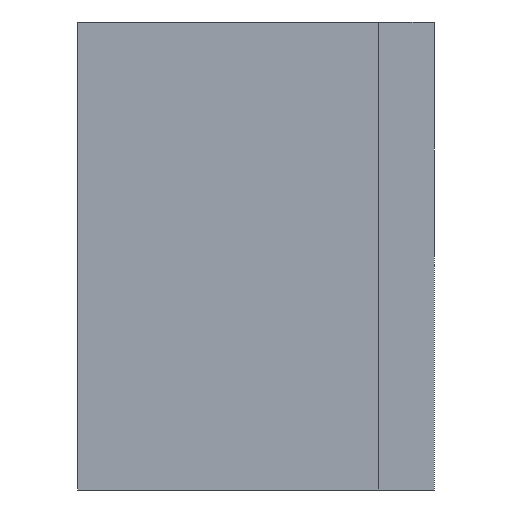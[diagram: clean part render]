
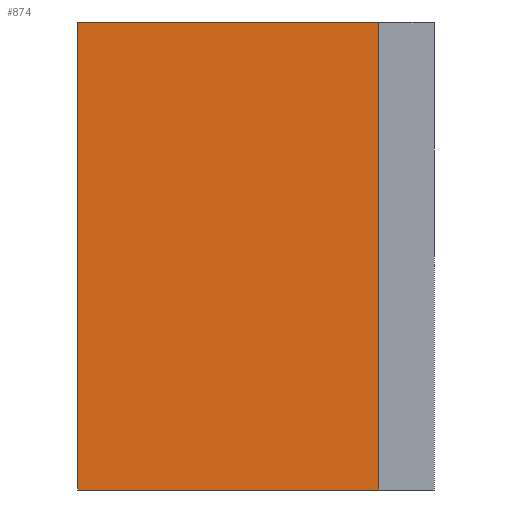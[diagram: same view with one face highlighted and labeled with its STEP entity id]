
A CAD part, left-side view. The second image highlights one B-rep face of the part: STEP entity #874.
In plain terms, the highlighted planar face has unit normal (-1, 0, 0).
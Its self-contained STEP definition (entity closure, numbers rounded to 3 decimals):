
#50=PLANE('',#945);
#97=FACE_OUTER_BOUND('',#148,.T.);
#148=EDGE_LOOP('',(#742,#743,#744,#745));
#202=LINE('',#1275,#314);
#234=LINE('',#1338,#346);
#236=LINE('',#1341,#348);
#237=LINE('',#1343,#349);
#314=VECTOR('',#1039,10.);
#346=VECTOR('',#1095,10.);
#348=VECTOR('',#1099,10.);
#349=VECTOR('',#1102,10.);
#433=VERTEX_POINT('',#1272);
#434=VERTEX_POINT('',#1274);
#452=VERTEX_POINT('',#1335);
#453=VERTEX_POINT('',#1337);
#522=EDGE_CURVE('',#433,#434,#202,.T.);
#554=EDGE_CURVE('',#452,#453,#234,.T.);
#556=EDGE_CURVE('',#452,#434,#236,.T.);
#557=EDGE_CURVE('',#453,#433,#237,.T.);
#742=ORIENTED_EDGE('',*,*,#556,.T.);
#743=ORIENTED_EDGE('',*,*,#522,.F.);
#744=ORIENTED_EDGE('',*,*,#557,.F.);
#745=ORIENTED_EDGE('',*,*,#554,.F.);
#874=ADVANCED_FACE('',(#97),#50,.T.);
#945=AXIS2_PLACEMENT_3D('',#1342,#1100,#1101);
#1039=DIRECTION('',(0.,0.,1.));
#1095=DIRECTION('',(0.,0.,-1.));
#1099=DIRECTION('',(0.,1.,0.));
#1100=DIRECTION('center_axis',(-1.,0.,0.));
#1101=DIRECTION('ref_axis',(0.,0.,1.));
#1102=DIRECTION('',(0.,1.,0.));
#1272=CARTESIAN_POINT('',(-4.,32.,-38.));
#1274=CARTESIAN_POINT('',(-4.,32.,4.));
#1275=CARTESIAN_POINT('',(-4.,32.,-38.));
#1335=CARTESIAN_POINT('',(-4.,5.,4.));
#1337=CARTESIAN_POINT('',(-4.,5.,-38.));
#1338=CARTESIAN_POINT('',(-4.,5.,4.));
#1341=CARTESIAN_POINT('',(-4.,5.,4.));
#1342=CARTESIAN_POINT('Origin',(-4.,5.,-38.));
#1343=CARTESIAN_POINT('',(-4.,5.,-38.));
